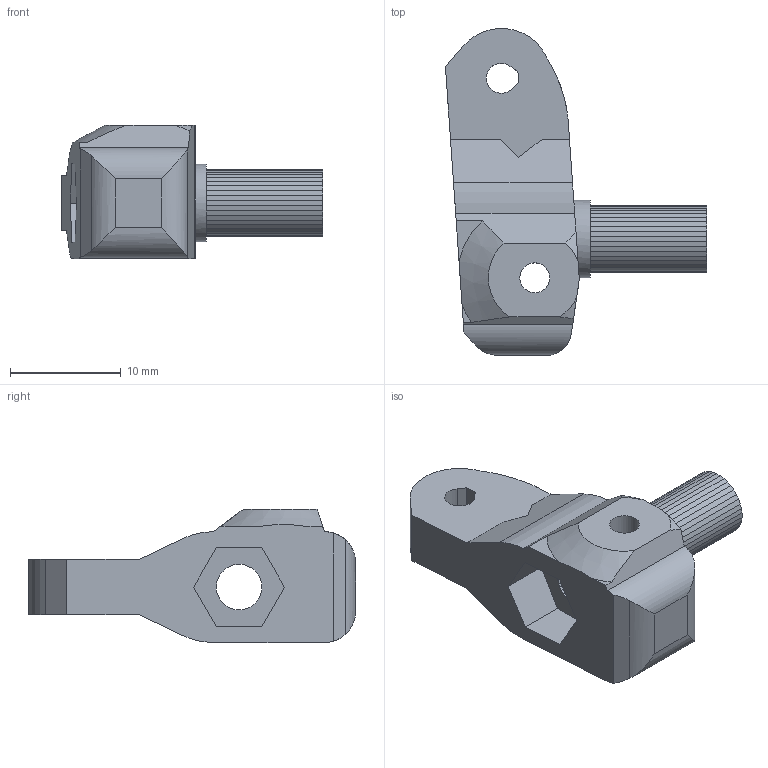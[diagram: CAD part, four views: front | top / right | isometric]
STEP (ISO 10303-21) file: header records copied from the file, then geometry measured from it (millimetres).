
FILE_DESCRIPTION(('FreeCAD Model'),'2;1');
FILE_NAME('Open CASCADE Shape Model','2024-08-17T11:34:33',(''),(''), 'Open CASCADE STEP processor 7.6','FreeCAD','Unknown');
FILE_SCHEMA(('AUTOMOTIVE_DESIGN { 1 0 10303 214 1 1 1 1 }'));
Length unit declared in the file: millimetre
Products named in the file (1): steering_knuckle_2
Bounding box: 23.56 x 29.5 x 12 mm (x, y, z)
Volume: 2279.7 mm3; surface area: 1846.5 mm2
Topology: 1 solids, 1 shells, 171 faces, 496 edges, 331 vertices
Faces by surface type: plane 152, cylinder 15, cone 4
Full cylindrical faces by diameter (mm): 2.7 x1, 3.2 x1, 4.2 x1, 7 x1
Entity records: 12353 total; most frequent: CARTESIAN_POINT 2398, DIRECTION 1830, LINE 1366, VECTOR 1366, ORIENTED_EDGE 992, PCURVE 992, DEFINITIONAL_REPRESENTATION 992, EDGE_CURVE 496
